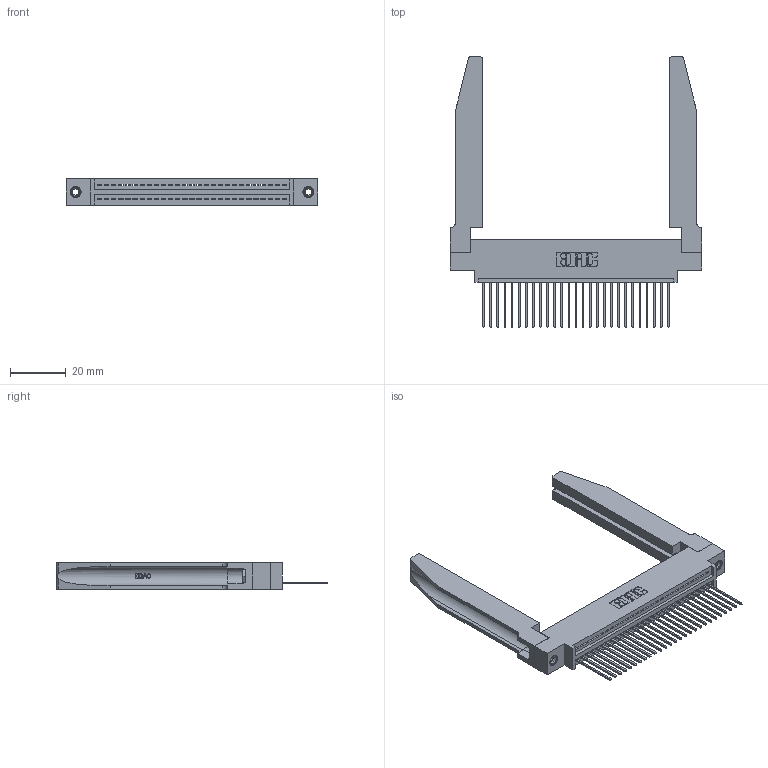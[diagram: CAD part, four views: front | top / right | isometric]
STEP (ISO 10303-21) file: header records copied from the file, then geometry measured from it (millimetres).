
FILE_DESCRIPTION (( 'STEP AP203' ), '1' );
FILE_NAME ('395-027-542-678.STEP', '2019-10-19T02:50:16', ( '' ), ( '' ), 'SwSTEP 2.0', 'SolidWorks 2016', '' );
FILE_SCHEMA (( 'CONFIG_CONTROL_DESIGN' ));
Length unit declared in the file: inch
Products named in the file (5): 345 Part_0.170 Offset - 0.156 Dia-TH; 345-292-001_345-293-142; 345-220-078_345-220-078; 345-250-001_345-250-001-102; 395-027-542-678
Assembly tree (32 placements, depth 2):
  395-027-542-678
    345 Part_0.170 Offset - 0.156 Dia-TH
    345-292-001_345-293-142  x27
    345-250-001_345-250-001-102  x2
    345-220-078_345-220-078  x2
Bounding box: 89.81 x 96.57 x 9.4 mm (x, y, z)
Volume: 16125 mm3; surface area: 18250.5 mm2
Topology: 32 solids, 32 shells, 1930 faces, 5713 edges, 3762 vertices
Faces by surface type: plane 1306, cylinder 572, bspline 36, cone 12, torus 4
Entity records: 27230 total; most frequent: CARTESIAN_POINT 5616, ORIENTED_EDGE 4474, DIRECTION 3933, EDGE_CURVE 2237, LINE 1903, VECTOR 1903, VERTEX_POINT 1484, AXIS2_PLACEMENT_3D 1015
